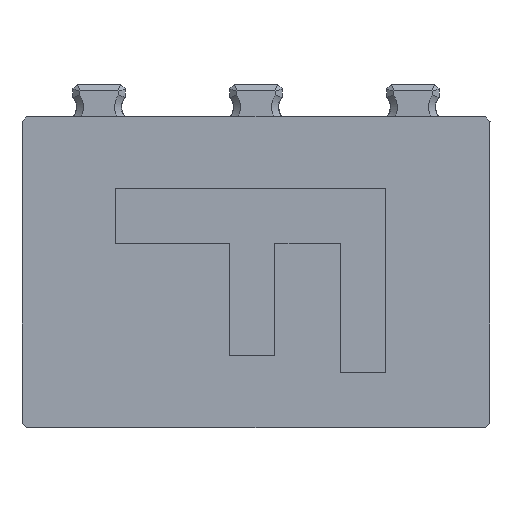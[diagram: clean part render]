
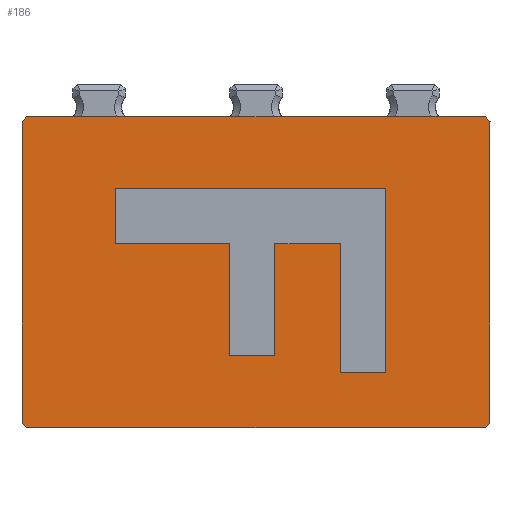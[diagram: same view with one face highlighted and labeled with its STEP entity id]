
A CAD part, front view. The second image highlights one B-rep face of the part: STEP entity #186.
In plain terms, the highlighted planar face has unit normal (0, -1, 0).
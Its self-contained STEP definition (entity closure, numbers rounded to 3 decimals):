
#186=ADVANCED_FACE('',(#361),#2829,.T.);
#361=FACE_OUTER_BOUND('',#536,.T.);
#536=EDGE_LOOP('',(#1395,#1396,#1397,#1398,#1399,#1400,#1401,#1402));
#1395=ORIENTED_EDGE('',*,*,#1868,.T.);
#1396=ORIENTED_EDGE('',*,*,#1872,.T.);
#1397=ORIENTED_EDGE('',*,*,#1875,.T.);
#1398=ORIENTED_EDGE('',*,*,#1878,.T.);
#1399=ORIENTED_EDGE('',*,*,#1881,.T.);
#1400=ORIENTED_EDGE('',*,*,#1884,.T.);
#1401=ORIENTED_EDGE('',*,*,#1887,.T.);
#1402=ORIENTED_EDGE('',*,*,#1889,.T.);
#1868=EDGE_CURVE('',#2634,#2633,#2088,.T.);
#1872=EDGE_CURVE('',#2633,#2636,#2092,.T.);
#1875=EDGE_CURVE('',#2636,#2638,#2095,.T.);
#1878=EDGE_CURVE('',#2638,#2640,#2098,.T.);
#1881=EDGE_CURVE('',#2640,#2642,#2101,.T.);
#1884=EDGE_CURVE('',#2642,#2644,#2104,.T.);
#1887=EDGE_CURVE('',#2644,#2646,#2107,.T.);
#1889=EDGE_CURVE('',#2646,#2634,#2109,.T.);
#2088=B_SPLINE_CURVE_WITH_KNOTS('',1,(#5774,#5775),.UNSPECIFIED.,.F.,.F.,
(2,2),(460.39,461.38),.UNSPECIFIED.);
#2092=B_SPLINE_CURVE_WITH_KNOTS('',1,(#5782,#5783),.UNSPECIFIED.,.F.,.F.,
(2,2),(461.38,531.54),.UNSPECIFIED.);
#2095=B_SPLINE_CURVE_WITH_KNOTS('',1,(#5788,#5789),.UNSPECIFIED.,.F.,.F.,
(2,2),(531.54,532.53),.UNSPECIFIED.);
#2098=B_SPLINE_CURVE_WITH_KNOTS('',1,(#5794,#5795),.UNSPECIFIED.,.F.,.F.,
(2,2),(532.53,578.69),.UNSPECIFIED.);
#2101=B_SPLINE_CURVE_WITH_KNOTS('',1,(#5800,#5801),.UNSPECIFIED.,.F.,.F.,
(2,2),(578.69,579.68),.UNSPECIFIED.);
#2104=B_SPLINE_CURVE_WITH_KNOTS('',1,(#5806,#5807),.UNSPECIFIED.,.F.,.F.,
(2,2),(579.68,649.84),.UNSPECIFIED.);
#2107=B_SPLINE_CURVE_WITH_KNOTS('',1,(#5812,#5813),.UNSPECIFIED.,.F.,.F.,
(2,2),(649.84,650.83),.UNSPECIFIED.);
#2109=B_SPLINE_CURVE_WITH_KNOTS('',1,(#5816,#5817),.UNSPECIFIED.,.F.,.F.,
(2,2),(650.83,696.99),.UNSPECIFIED.);
#2633=VERTEX_POINT('',#5756);
#2634=VERTEX_POINT('',#5757);
#2636=VERTEX_POINT('',#5759);
#2638=VERTEX_POINT('',#5761);
#2640=VERTEX_POINT('',#5763);
#2642=VERTEX_POINT('',#5765);
#2644=VERTEX_POINT('',#5767);
#2646=VERTEX_POINT('',#5769);
#2829=PLANE('',#2922);
#2922=AXIS2_PLACEMENT_3D('',#5753,#2998,$);
#2998=DIRECTION('',(0.,-1.,0.));
#5753=CARTESIAN_POINT('',(79.715,78.456,-5.945));
#5756=CARTESIAN_POINT('',(89.36,78.456,0.));
#5757=CARTESIAN_POINT('',(88.66,78.456,0.7));
#5759=CARTESIAN_POINT('',(159.52,78.456,0.));
#5761=CARTESIAN_POINT('',(160.22,78.456,0.7));
#5763=CARTESIAN_POINT('',(160.22,78.456,46.86));
#5765=CARTESIAN_POINT('',(159.52,78.456,47.56));
#5767=CARTESIAN_POINT('',(89.36,78.456,47.56));
#5769=CARTESIAN_POINT('',(88.66,78.456,46.86));
#5774=CARTESIAN_POINT('',(88.66,78.456,0.7));
#5775=CARTESIAN_POINT('',(89.36,78.456,0.));
#5782=CARTESIAN_POINT('',(89.36,78.456,0.));
#5783=CARTESIAN_POINT('',(159.52,78.456,0.));
#5788=CARTESIAN_POINT('',(159.52,78.456,0.));
#5789=CARTESIAN_POINT('',(160.22,78.456,0.7));
#5794=CARTESIAN_POINT('',(160.22,78.456,0.7));
#5795=CARTESIAN_POINT('',(160.22,78.456,46.86));
#5800=CARTESIAN_POINT('',(160.22,78.456,46.86));
#5801=CARTESIAN_POINT('',(159.52,78.456,47.56));
#5806=CARTESIAN_POINT('',(159.52,78.456,47.56));
#5807=CARTESIAN_POINT('',(89.36,78.456,47.56));
#5812=CARTESIAN_POINT('',(89.36,78.456,47.56));
#5813=CARTESIAN_POINT('',(88.66,78.456,46.86));
#5816=CARTESIAN_POINT('',(88.66,78.456,46.86));
#5817=CARTESIAN_POINT('',(88.66,78.456,0.7));
